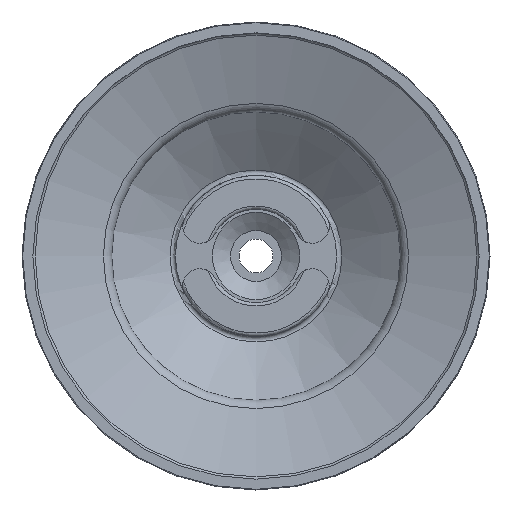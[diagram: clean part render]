
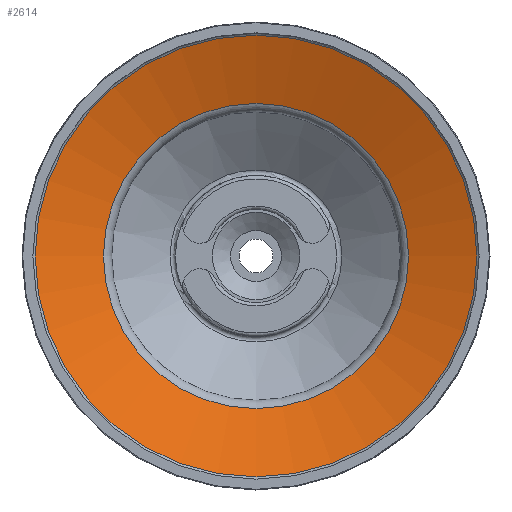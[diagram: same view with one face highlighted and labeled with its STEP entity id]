
A CAD part, front view. The second image highlights one B-rep face of the part: STEP entity #2614.
In plain terms, the highlighted conical face has half-angle 70 degrees and reference radius 26.037 mm.
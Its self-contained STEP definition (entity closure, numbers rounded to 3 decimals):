
#89=CONICAL_SURFACE('',#2821,26.037,1.222);
#179=CIRCLE('',#2820,17.987);
#180=CIRCLE('',#2822,26.037);
#416=FACE_OUTER_BOUND('',#577,.T.);
#577=EDGE_LOOP('',(#2379,#2380,#2381,#2382));
#673=LINE('',#7515,#761);
#761=VECTOR('',#3298,26.037);
#1208=VERTEX_POINT('',#7510);
#1209=VERTEX_POINT('',#7514);
#1601=EDGE_CURVE('',#1208,#1208,#179,.T.);
#1602=EDGE_CURVE('',#1208,#1209,#673,.T.);
#1603=EDGE_CURVE('',#1209,#1209,#180,.T.);
#2379=ORIENTED_EDGE('',*,*,#1601,.F.);
#2380=ORIENTED_EDGE('',*,*,#1602,.T.);
#2381=ORIENTED_EDGE('',*,*,#1603,.T.);
#2382=ORIENTED_EDGE('',*,*,#1602,.F.);
#2614=ADVANCED_FACE('',(#416),#89,.F.);
#2820=AXIS2_PLACEMENT_3D('',#7512,#3294,#3295);
#2821=AXIS2_PLACEMENT_3D('',#7513,#3296,#3297);
#2822=AXIS2_PLACEMENT_3D('',#7516,#3299,#3300);
#3294=DIRECTION('center_axis',(0.,-1.,0.));
#3295=DIRECTION('ref_axis',(0.,0.,-1.));
#3296=DIRECTION('center_axis',(0.,-1.,0.));
#3297=DIRECTION('ref_axis',(0.,0.,-1.));
#3298=DIRECTION('',(0.,-0.342,0.94));
#3299=DIRECTION('center_axis',(0.,-1.,0.));
#3300=DIRECTION('ref_axis',(0.,0.,-1.));
#7510=CARTESIAN_POINT('',(0.,3.69,17.987));
#7512=CARTESIAN_POINT('Origin',(0.,3.69,0.));
#7513=CARTESIAN_POINT('Origin',(0.,0.761,0.));
#7514=CARTESIAN_POINT('',(0.,0.761,26.037));
#7515=CARTESIAN_POINT('',(0.,0.761,26.037));
#7516=CARTESIAN_POINT('Origin',(0.,0.761,0.));
